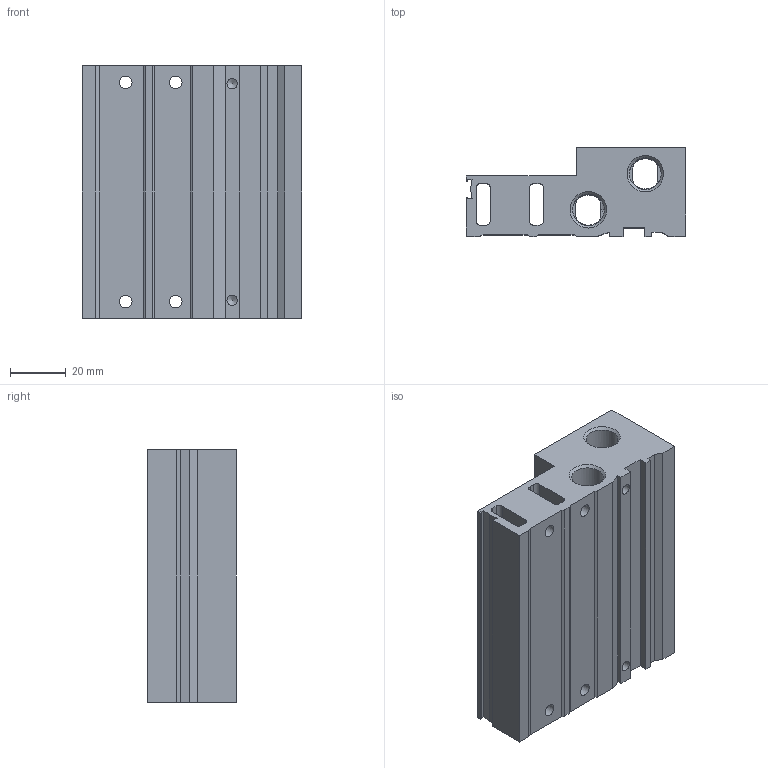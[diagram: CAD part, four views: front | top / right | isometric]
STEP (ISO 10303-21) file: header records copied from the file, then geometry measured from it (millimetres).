
FILE_DESCRIPTION(/* description */ ('STEP AP214'),/* implementation_level */ '2;1');
FILE_NAME(/* name */ '525222_MHA3-PR4-3-1_8',/* time_stamp */ '2024-09-05T12:46:54+02:00',/* author */ ('License CC BY-ND 4.0'),/* organization */ ('CADENAS'),/* preprocessor_version */ 'ST-DEVELOPER v19.3',/* originating_system */ 'PARTsolutions',/* authorisation */ ' ');
FILE_SCHEMA (('AUTOMOTIVE_DESIGN {1 0 10303 214 3 1 1}'));
Length unit declared in the file: millimetre
Products named in the file (1): 525222 MHA3-PR4-3-1/8
Bounding box: 78.9 x 32 x 91 mm (x, y, z)
Volume: 147142.6 mm3; surface area: 44628.9 mm2
Topology: 1 solids, 1 shells, 174 faces, 520 edges, 334 vertices
Faces by surface type: cylinder 68, plane 56, cone 50
Full cylindrical faces by diameter (mm): 2.459 x8, 3.7 x2, 3.95 x4, 4.5 x4, 5 x16, 8 x4, 8.566 x4, 11.445 x4
Entity records: 5181 total; most frequent: CARTESIAN_POINT 1062, DIRECTION 844, ORIENTED_EDGE 736, EDGE_CURVE 368, AXIS2_PLACEMENT_3D 335, FACE_BOUND 310, VERTEX_POINT 292, EDGE_LOOP 292
